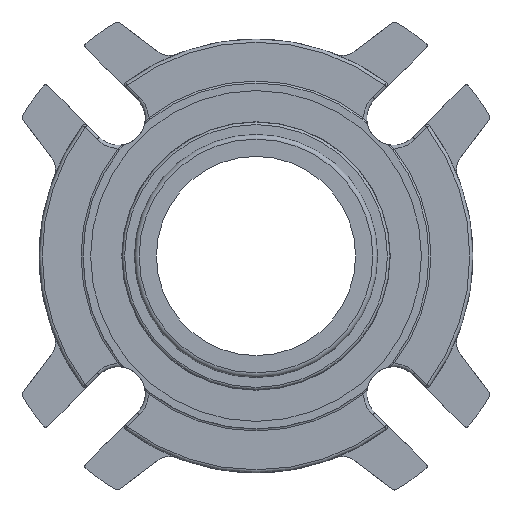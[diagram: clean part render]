
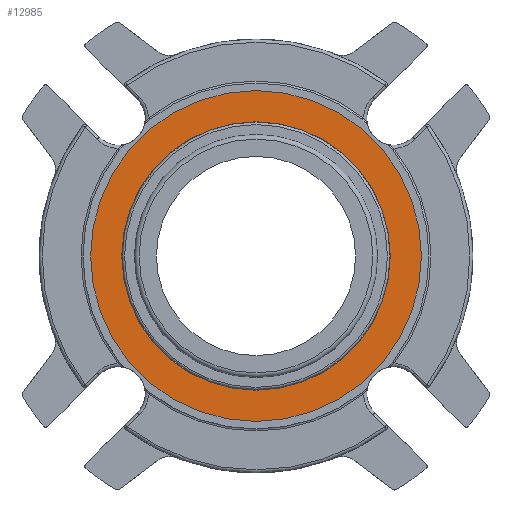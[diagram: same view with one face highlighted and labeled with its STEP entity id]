
A CAD part, left-side view. The second image highlights one B-rep face of the part: STEP entity #12985.
In plain terms, the highlighted planar face has unit normal (-1, 0, 0).
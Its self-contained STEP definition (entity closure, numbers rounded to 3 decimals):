
#1801=PLANE('',#14081);
#4462=ORIENTED_EDGE('',*,*,#5823,.T.);
#4463=ORIENTED_EDGE('',*,*,#5824,.T.);
#5823=EDGE_CURVE('',#6673,#6673,#7248,.T.);
#5824=EDGE_CURVE('',#6674,#6674,#7249,.F.);
#6673=VERTEX_POINT('',#21127);
#6674=VERTEX_POINT('',#21130);
#7248=CIRCLE('',#14080,53.975);
#7249=CIRCLE('',#14082,43.815);
#7871=EDGE_LOOP('',(#4462));
#7872=EDGE_LOOP('',(#4463));
#8512=FACE_BOUND('',#7871,.T.);
#8513=FACE_BOUND('',#7872,.T.);
#12985=ADVANCED_FACE('',(#8512,#8513),#1801,.T.);
#14080=AXIS2_PLACEMENT_3D('',#21126,#16768,#16769);
#14081=AXIS2_PLACEMENT_3D('',#21128,#16770,#16771);
#14082=AXIS2_PLACEMENT_3D('',#21129,#16772,#16773);
#16768=DIRECTION('',(-1.,0.,0.));
#16769=DIRECTION('',(0.,0.,1.));
#16770=DIRECTION('',(-1.,0.,0.));
#16771=DIRECTION('',(0.,0.,1.));
#16772=DIRECTION('',(-1.,0.,0.));
#16773=DIRECTION('',(0.,0.,1.));
#21126=CARTESIAN_POINT('',(-37.846,0.,0.));
#21127=CARTESIAN_POINT('',(-37.846,0.,53.975));
#21128=CARTESIAN_POINT('',(-37.846,0.,46.038));
#21129=CARTESIAN_POINT('',(-37.846,0.,0.));
#21130=CARTESIAN_POINT('',(-37.846,0.,43.815));
